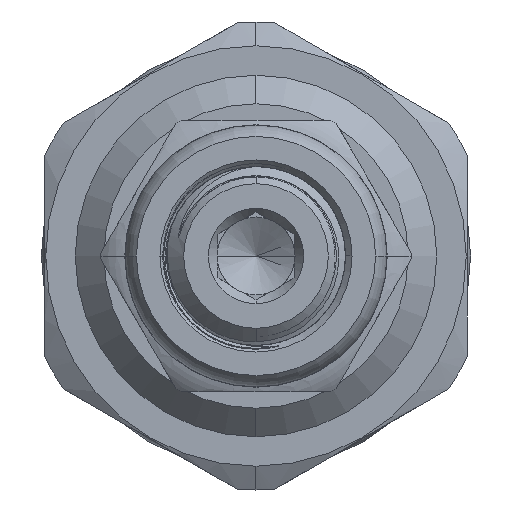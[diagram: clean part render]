
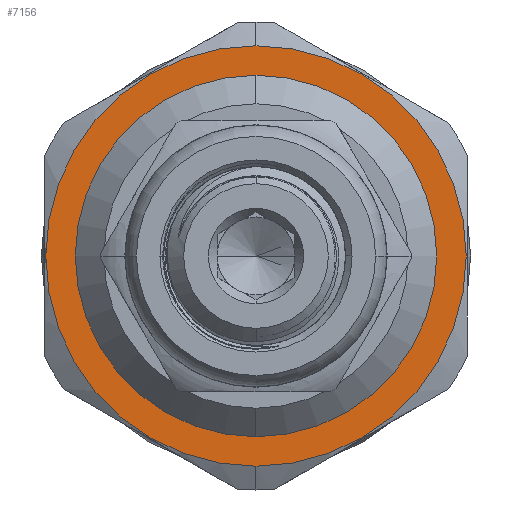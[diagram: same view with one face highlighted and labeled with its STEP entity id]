
A CAD part, left-side view. The second image highlights one B-rep face of the part: STEP entity #7156.
In plain terms, the highlighted planar face has unit normal (-1, 0, 0).
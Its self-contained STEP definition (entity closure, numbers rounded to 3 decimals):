
#1727 = CIRCLE ( 'NONE', #2431, 9.5 ) ;
#1953 = CARTESIAN_POINT ( 'NONE',  ( 12., 0., -11.05 ) ) ;
#2026 = DIRECTION ( 'NONE',  ( 1., 0., 0. ) ) ;
#2431 = AXIS2_PLACEMENT_3D ( 'NONE', #14848, #7729, #17701 ) ;
#2686 = DIRECTION ( 'NONE',  ( -1., 0., 0. ) ) ;
#2760 = CARTESIAN_POINT ( 'NONE',  ( 12., 0., -9.5 ) ) ;
#2811 = AXIS2_PLACEMENT_3D ( 'NONE', #14738, #11689, #17518 ) ;
#3418 = FACE_BOUND ( 'NONE', #9166, .T. ) ;
#3752 = CIRCLE ( 'NONE', #17472, 9.5 ) ;
#6357 = ORIENTED_EDGE ( 'NONE', *, *, #11874, .F. ) ;
#6425 = AXIS2_PLACEMENT_3D ( 'NONE', #12919, #11254, #15537 ) ;
#7156 = ADVANCED_FACE ( 'NONE', ( #3418, #8494 ), #18243, .T. ) ;
#7595 = CIRCLE ( 'NONE', #6425, 11.05 ) ;
#7729 = DIRECTION ( 'NONE',  ( 1., 0., 0. ) ) ;
#8097 = CARTESIAN_POINT ( 'NONE',  ( 12., 0., 11.05 ) ) ;
#8494 = FACE_OUTER_BOUND ( 'NONE', #12246, .T. ) ;
#8615 = VERTEX_POINT ( 'NONE', #14548 ) ;
#8739 = VERTEX_POINT ( 'NONE', #1953 ) ;
#8997 = DIRECTION ( 'NONE',  ( 0., 0., -1. ) ) ;
#9166 = EDGE_LOOP ( 'NONE', ( #11572, #15955 ) ) ;
#9235 = EDGE_CURVE ( 'NONE', #8739, #16021, #7595, .T. ) ;
#9542 = DIRECTION ( 'NONE',  ( 0., 0., 1. ) ) ;
#10965 = CIRCLE ( 'NONE', #2811, 11.05 ) ;
#11254 = DIRECTION ( 'NONE',  ( 1., 0., 0. ) ) ;
#11572 = ORIENTED_EDGE ( 'NONE', *, *, #17809, .T. ) ;
#11689 = DIRECTION ( 'NONE',  ( 1., 0., 0. ) ) ;
#11874 = EDGE_CURVE ( 'NONE', #16021, #8739, #10965, .T. ) ;
#11903 = ORIENTED_EDGE ( 'NONE', *, *, #9235, .F. ) ;
#12246 = EDGE_LOOP ( 'NONE', ( #11903, #6357 ) ) ;
#12919 = CARTESIAN_POINT ( 'NONE',  ( 12., 0., 0. ) ) ;
#13234 = CARTESIAN_POINT ( 'NONE',  ( 12., 0., 0. ) ) ;
#14548 = CARTESIAN_POINT ( 'NONE',  ( 12., 0., 9.5 ) ) ;
#14738 = CARTESIAN_POINT ( 'NONE',  ( 12., 0., 0. ) ) ;
#14848 = CARTESIAN_POINT ( 'NONE',  ( 12., 0., 0. ) ) ;
#15225 = CARTESIAN_POINT ( 'NONE',  ( 12., 9.5, 0. ) ) ;
#15537 = DIRECTION ( 'NONE',  ( 0., 0., -1. ) ) ;
#15669 = AXIS2_PLACEMENT_3D ( 'NONE', #15225, #2686, #9542 ) ;
#15955 = ORIENTED_EDGE ( 'NONE', *, *, #16448, .T. ) ;
#16021 = VERTEX_POINT ( 'NONE', #8097 ) ;
#16448 = EDGE_CURVE ( 'NONE', #8615, #16850, #3752, .T. ) ;
#16850 = VERTEX_POINT ( 'NONE', #2760 ) ;
#17472 = AXIS2_PLACEMENT_3D ( 'NONE', #13234, #2026, #8997 ) ;
#17518 = DIRECTION ( 'NONE',  ( 0., 0., -1. ) ) ;
#17701 = DIRECTION ( 'NONE',  ( 0., 0., -1. ) ) ;
#17809 = EDGE_CURVE ( 'NONE', #16850, #8615, #1727, .T. ) ;
#18243 = PLANE ( 'NONE',  #15669 ) ;
